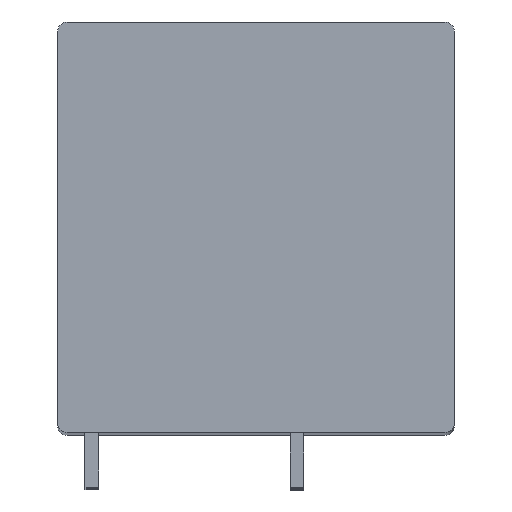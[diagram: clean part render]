
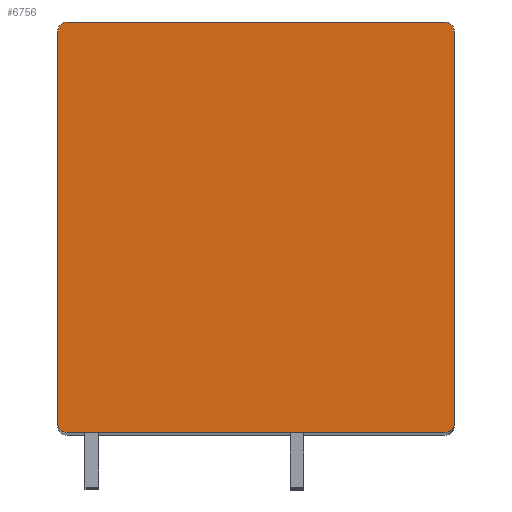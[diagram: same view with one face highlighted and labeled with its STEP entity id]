
A CAD part, top view. The second image highlights one B-rep face of the part: STEP entity #6756.
In plain terms, the highlighted planar face has unit normal (0, 0, 1).
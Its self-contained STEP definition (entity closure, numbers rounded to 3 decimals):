
#933=CARTESIAN_POINT('',(13.8,14.3,4.45));
#934=DIRECTION('',(0.,0.,1.));
#935=DIRECTION('',(1.,0.,0.));
#936=AXIS2_PLACEMENT_3D('',#933,#934,#935);
#938=DIRECTION('',(0.,1.,0.));
#939=VECTOR('',#938,28.6);
#940=CARTESIAN_POINT('',(14.5,-14.3,4.45));
#941=LINE('',#940,#939);
#942=CARTESIAN_POINT('',(13.8,-14.3,4.45));
#943=DIRECTION('',(0.,0.,1.));
#944=DIRECTION('',(0.,-1.,0.));
#945=AXIS2_PLACEMENT_3D('',#942,#943,#944);
#947=DIRECTION('',(1.,0.,0.));
#948=VECTOR('',#947,27.6);
#949=CARTESIAN_POINT('',(-13.8,-15.,4.45));
#950=LINE('',#949,#948);
#951=CARTESIAN_POINT('',(-13.8,-14.3,4.45));
#952=DIRECTION('',(0.,0.,1.));
#953=DIRECTION('',(-1.,0.,0.));
#954=AXIS2_PLACEMENT_3D('',#951,#952,#953);
#956=DIRECTION('',(0.,-1.,0.));
#957=VECTOR('',#956,28.6);
#958=CARTESIAN_POINT('',(-14.5,14.3,4.45));
#959=LINE('',#958,#957);
#960=CARTESIAN_POINT('',(-13.8,14.3,4.45));
#961=DIRECTION('',(0.,0.,1.));
#962=DIRECTION('',(0.,1.,0.));
#963=AXIS2_PLACEMENT_3D('',#960,#961,#962);
#965=DIRECTION('',(-1.,0.,0.));
#966=VECTOR('',#965,27.6);
#967=CARTESIAN_POINT('',(13.8,15.,4.45));
#968=LINE('',#967,#966);
#4681=CARTESIAN_POINT('',(14.5,14.3,4.45));
#4682=CARTESIAN_POINT('',(13.8,15.,4.45));
#4683=VERTEX_POINT('',#4681);
#4684=VERTEX_POINT('',#4682);
#4685=CARTESIAN_POINT('',(-13.8,15.,4.45));
#4686=VERTEX_POINT('',#4685);
#4687=CARTESIAN_POINT('',(-14.5,14.3,4.45));
#4688=VERTEX_POINT('',#4687);
#4689=CARTESIAN_POINT('',(-14.5,-14.3,4.45));
#4690=VERTEX_POINT('',#4689);
#4691=CARTESIAN_POINT('',(-13.8,-15.,4.45));
#4692=VERTEX_POINT('',#4691);
#4693=CARTESIAN_POINT('',(13.8,-15.,4.45));
#4694=VERTEX_POINT('',#4693);
#4695=CARTESIAN_POINT('',(14.5,-14.3,4.45));
#4696=VERTEX_POINT('',#4695);
#6741=CARTESIAN_POINT('',(0.,0.,4.45));
#6742=DIRECTION('',(0.,0.,1.));
#6743=DIRECTION('',(1.,0.,0.));
#6744=AXIS2_PLACEMENT_3D('',#6741,#6742,#6743);
#6745=PLANE('',#6744);
#6746=ORIENTED_EDGE('',*,*,#5988,.F.);
#6747=ORIENTED_EDGE('',*,*,#6003,.F.);
#6748=ORIENTED_EDGE('',*,*,#6305,.F.);
#6749=ORIENTED_EDGE('',*,*,#6319,.F.);
#6750=ORIENTED_EDGE('',*,*,#6693,.F.);
#6751=ORIENTED_EDGE('',*,*,#6707,.F.);
#6752=ORIENTED_EDGE('',*,*,#6721,.F.);
#6753=ORIENTED_EDGE('',*,*,#6734,.F.);
#6754=EDGE_LOOP('',(#6746,#6747,#6748,#6749,#6750,#6751,#6752,#6753));
#6755=FACE_OUTER_BOUND('',#6754,.F.);
#6756=ADVANCED_FACE('',(#6755),#6745,.T.);
#937=CIRCLE('',#936,0.7);
#946=CIRCLE('',#945,0.7);
#955=CIRCLE('',#954,0.7);
#964=CIRCLE('',#963,0.7);
#5988=EDGE_CURVE('',#4683,#4684,#937,.T.);
#6003=EDGE_CURVE('',#4696,#4683,#941,.T.);
#6305=EDGE_CURVE('',#4694,#4696,#946,.T.);
#6319=EDGE_CURVE('',#4692,#4694,#950,.T.);
#6693=EDGE_CURVE('',#4690,#4692,#955,.T.);
#6707=EDGE_CURVE('',#4688,#4690,#959,.T.);
#6721=EDGE_CURVE('',#4686,#4688,#964,.T.);
#6734=EDGE_CURVE('',#4684,#4686,#968,.T.);
